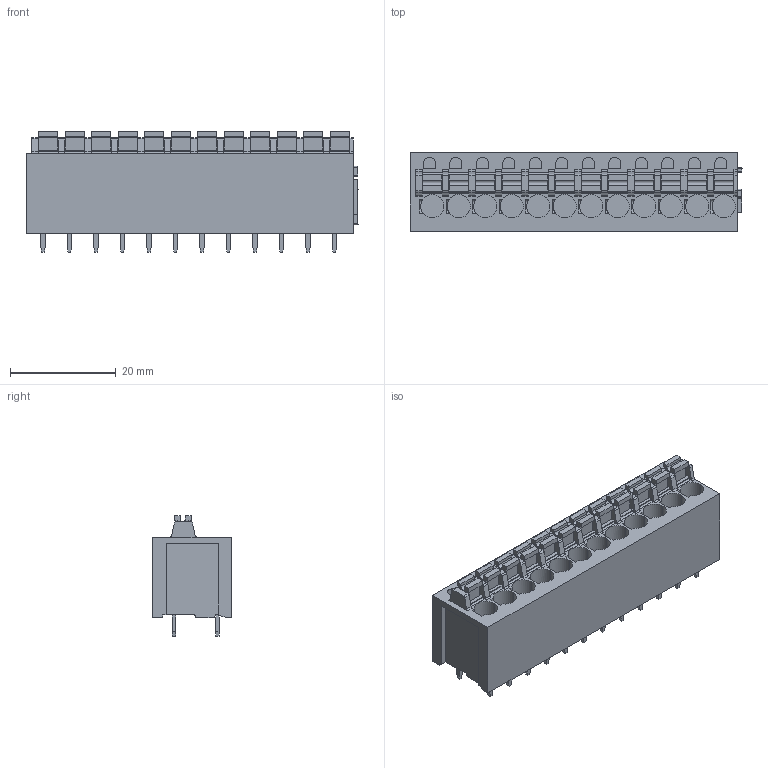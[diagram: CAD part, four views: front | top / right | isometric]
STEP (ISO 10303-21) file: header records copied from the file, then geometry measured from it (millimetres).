
FILE_DESCRIPTION(('CATIA V5 STEP Exchange','CAx-IF Rec.Pracs.--- Model Styling and Organization---1.4--- 2014-01-23'),'2;1');
FILE_NAME ('D1491538_0_1425140000_1425140000.stp','2021-06-28T10:34:01+00:00',('none'),('Weidmueller'),'CATIA Version 5-6 Release 2016 SP3 HF44','CATIA V5 STEP AP214','none');
FILE_SCHEMA(('AUTOMOTIVE_DESIGN { 1 0 10303 214 1 1 1 1 }'));
Length unit declared in the file: millimetre
Products named in the file (1): 1425140000
Bounding box: 62.65 x 14.8 x 22.7 mm (x, y, z)
Volume: 12868.2 mm3; surface area: 7717.8 mm2
Topology: 37 solids, 37 shells, 840 faces, 2217 edges, 1478 vertices
Faces by surface type: plane 641, cylinder 199
Entity records: 24861 total; most frequent: ORIENTED_EDGE 4434, CARTESIAN_POINT 4409, DIRECTION 3264, EDGE_CURVE 2217, VECTOR 1795, LINE 1795, VERTEX_POINT 1478, AXIS2_PLACEMENT_3D 932
